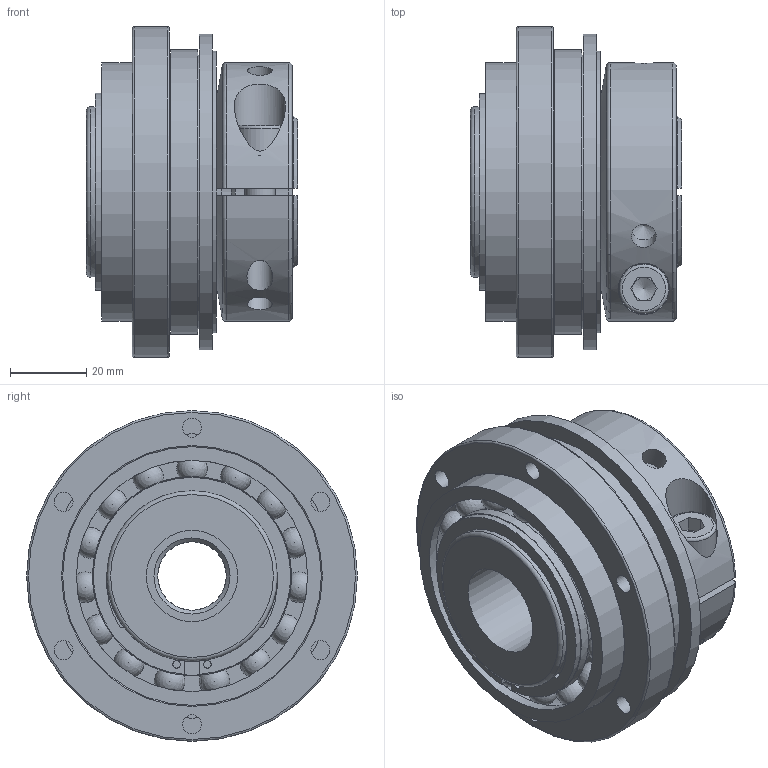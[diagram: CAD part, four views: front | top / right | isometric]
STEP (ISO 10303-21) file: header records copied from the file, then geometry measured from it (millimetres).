
FILE_DESCRIPTION( ( 'Unknown' ), '1' );
FILE_NAME( 'SKB 60.stp', 'Unknown', ( 'Unknown' ), ( 'Unknown' ), 'PSStep 10.1', 'Unknown', ' ' );
FILE_SCHEMA( ( 'AUTOMOTIVE_DESIGN { 1 0 10303 214 1 1 1 1 }' ) );
Length unit declared in the file: millimetre
Products named in the file (1): KT100051
Bounding box: 55.5 x 87 x 87 mm (x, y, z)
Volume: 189004.5 mm3; surface area: 51193.1 mm2
Topology: 1 solids, 2 shells, 217 faces, 688 edges, 450 vertices
Faces by surface type: plane 88, cylinder 54, torus 42, cone 18, sphere 15
Full cylindrical faces by diameter (mm): 2 x2, 4.2 x2, 5 x6, 6.5 x3, 6.8 x1, 8 x1, 8.5 x1, 13 x1, 13.5 x1, 18 x1, 24 x1, 42.5 x1, 44.8 x1, 45 x2, 46 x1, 49 x1, 52.3 x2, 60.8 x2, 68 x1, 72 x2, 74 x1, 74.8 x1, 83 x1, 87 x1
Entity records: 10468 total; most frequent: CARTESIAN_POINT 3235, ORIENTED_EDGE 1134, DIRECTION 1092, EDGE_CURVE 567, AXIS2_PLACEMENT_3D 458, VERTEX_POINT 399, EDGE_LOOP 319, FACE_OUTER_BOUND 245
